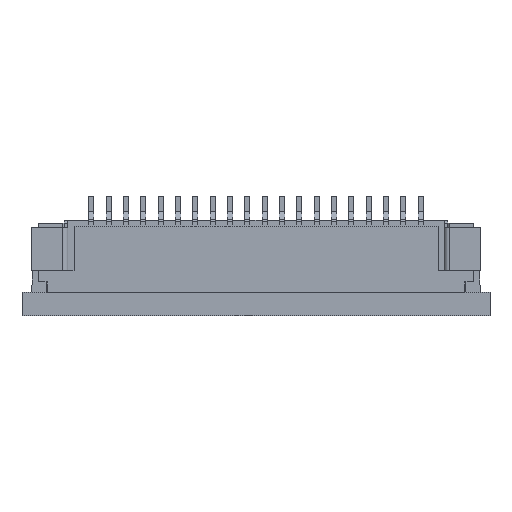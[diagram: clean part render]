
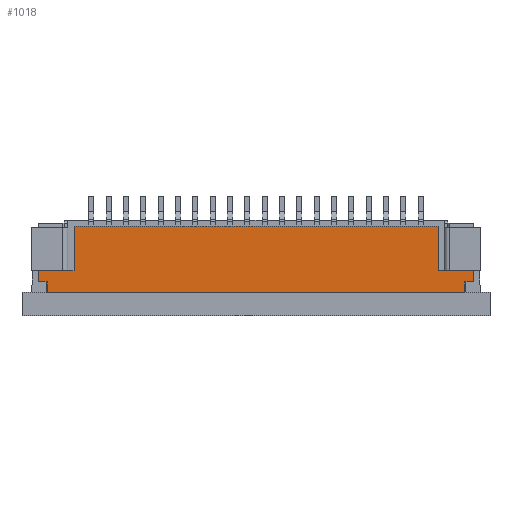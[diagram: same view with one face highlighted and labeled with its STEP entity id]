
A CAD part, top view. The second image highlights one B-rep face of the part: STEP entity #1018.
In plain terms, the highlighted planar face has unit normal (0, 0, 1).
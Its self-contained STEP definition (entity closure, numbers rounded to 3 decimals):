
#1018=ADVANCED_FACE('',(#5264),#5266,.T.);
#5264=FACE_BOUND('',#5265,.T.);
#5265=EDGE_LOOP('',(#8640,#8641,#8642,#8643,#8644,#8645,#8646,#8647,#8648,#8649,
#8650,#8651));
#5266=PLANE('',#5267);
#5267=AXIS2_PLACEMENT_3D('',#5268,#5269,#5270);
#5268=CARTESIAN_POINT('',(12.55,1.35,2.45));
#5269=DIRECTION('',(0.,-0.,1.));
#5270=DIRECTION('',(0.,1.,0.));
#8640=ORIENTED_EDGE('',*,*,#11229,.T.);
#8641=ORIENTED_EDGE('',*,*,#11231,.T.);
#8642=ORIENTED_EDGE('',*,*,#11232,.T.);
#8643=ORIENTED_EDGE('',*,*,#11233,.T.);
#8644=ORIENTED_EDGE('',*,*,#11234,.T.);
#8645=ORIENTED_EDGE('',*,*,#11235,.T.);
#8646=ORIENTED_EDGE('',*,*,#11236,.T.);
#8647=ORIENTED_EDGE('',*,*,#11237,.F.);
#8648=ORIENTED_EDGE('',*,*,#11238,.T.);
#8649=ORIENTED_EDGE('',*,*,#11239,.T.);
#8650=ORIENTED_EDGE('',*,*,#11164,.F.);
#8651=ORIENTED_EDGE('',*,*,#11155,.T.);
#11155=EDGE_CURVE('',#12674,#12684,#12686,.F.);
#11164=EDGE_CURVE('',#12674,#12702,#12703,.T.);
#11229=EDGE_CURVE('',#12684,#12826,#12827,.T.);
#11231=EDGE_CURVE('',#12826,#12829,#12830,.T.);
#11232=EDGE_CURVE('',#12829,#12831,#12832,.F.);
#11233=EDGE_CURVE('',#12831,#12833,#12834,.F.);
#11234=EDGE_CURVE('',#12833,#12835,#12836,.F.);
#11235=EDGE_CURVE('',#12835,#12837,#12838,.F.);
#11236=EDGE_CURVE('',#12837,#12839,#12840,.F.);
#11237=EDGE_CURVE('',#12841,#12839,#12842,.T.);
#11238=EDGE_CURVE('',#12841,#12843,#12844,.F.);
#11239=EDGE_CURVE('',#12843,#12702,#12845,.T.);
#12674=VERTEX_POINT('',#14742);
#12684=VERTEX_POINT('',#14762);
#12686=LINE('',#14766,#14767);
#12702=VERTEX_POINT('',#14800);
#12703=LINE('',#14801,#14802);
#12826=VERTEX_POINT('',#15054);
#12827=LINE('',#15055,#15056);
#12829=VERTEX_POINT('',#15061);
#12830=LINE('',#15062,#15063);
#12831=VERTEX_POINT('',#15065);
#12832=LINE('',#15066,#15067);
#12833=VERTEX_POINT('',#15069);
#12834=LINE('',#15070,#15071);
#12835=VERTEX_POINT('',#15073);
#12836=LINE('',#15074,#15075);
#12837=VERTEX_POINT('',#15077);
#12838=LINE('',#15078,#15079);
#12839=VERTEX_POINT('',#15081);
#12840=LINE('',#15082,#15083);
#12841=VERTEX_POINT('',#15085);
#12842=LINE('',#15086,#15087);
#12843=VERTEX_POINT('',#15089);
#12844=LINE('',#15090,#15091);
#12845=LINE('',#15093,#15094);
#14742=CARTESIAN_POINT('',(12.05,1.35,2.45));
#14762=CARTESIAN_POINT('',(12.05,1.95,2.45));
#14766=CARTESIAN_POINT('',(12.05,1.95,2.45));
#14767=VECTOR('',#14768,1.);
#14768=DIRECTION('',(0.,-1.,0.));
#14800=CARTESIAN_POINT('',(-12.05,1.35,2.45));
#14801=CARTESIAN_POINT('',(12.05,1.35,2.45));
#14802=VECTOR('',#14803,1.);
#14803=DIRECTION('',(-1.,0.,0.));
#15054=CARTESIAN_POINT('',(12.55,1.95,2.45));
#15055=CARTESIAN_POINT('',(12.05,1.95,2.45));
#15056=VECTOR('',#15057,1.);
#15057=DIRECTION('',(1.,0.,0.));
#15061=CARTESIAN_POINT('',(12.55,2.6,2.45));
#15062=CARTESIAN_POINT('',(12.55,1.95,2.45));
#15063=VECTOR('',#15064,1.);
#15064=DIRECTION('',(0.,1.,0.));
#15065=CARTESIAN_POINT('',(10.5,2.6,2.45));
#15066=CARTESIAN_POINT('',(10.5,2.6,2.45));
#15067=VECTOR('',#15068,1.);
#15068=DIRECTION('',(1.,0.,0.));
#15069=CARTESIAN_POINT('',(10.5,5.15,2.45));
#15070=CARTESIAN_POINT('',(10.5,5.15,2.45));
#15071=VECTOR('',#15072,1.);
#15072=DIRECTION('',(0.,-1.,0.));
#15073=CARTESIAN_POINT('',(-10.5,5.15,2.45));
#15074=CARTESIAN_POINT('',(-10.5,5.15,2.45));
#15075=VECTOR('',#15076,1.);
#15076=DIRECTION('',(1.,0.,0.));
#15077=CARTESIAN_POINT('',(-10.5,2.6,2.45));
#15078=CARTESIAN_POINT('',(-10.5,2.6,2.45));
#15079=VECTOR('',#15080,1.);
#15080=DIRECTION('',(0.,1.,0.));
#15081=CARTESIAN_POINT('',(-12.55,2.6,2.45));
#15082=CARTESIAN_POINT('',(-12.55,2.6,2.45));
#15083=VECTOR('',#15084,1.);
#15084=DIRECTION('',(1.,0.,0.));
#15085=CARTESIAN_POINT('',(-12.55,1.95,2.45));
#15086=CARTESIAN_POINT('',(-12.55,1.95,2.45));
#15087=VECTOR('',#15088,1.);
#15088=DIRECTION('',(0.,1.,0.));
#15089=CARTESIAN_POINT('',(-12.05,1.95,2.45));
#15090=CARTESIAN_POINT('',(-12.05,1.95,2.45));
#15091=VECTOR('',#15092,1.);
#15092=DIRECTION('',(-1.,0.,0.));
#15093=CARTESIAN_POINT('',(-12.05,1.95,2.45));
#15094=VECTOR('',#15095,1.);
#15095=DIRECTION('',(0.,-1.,0.));
